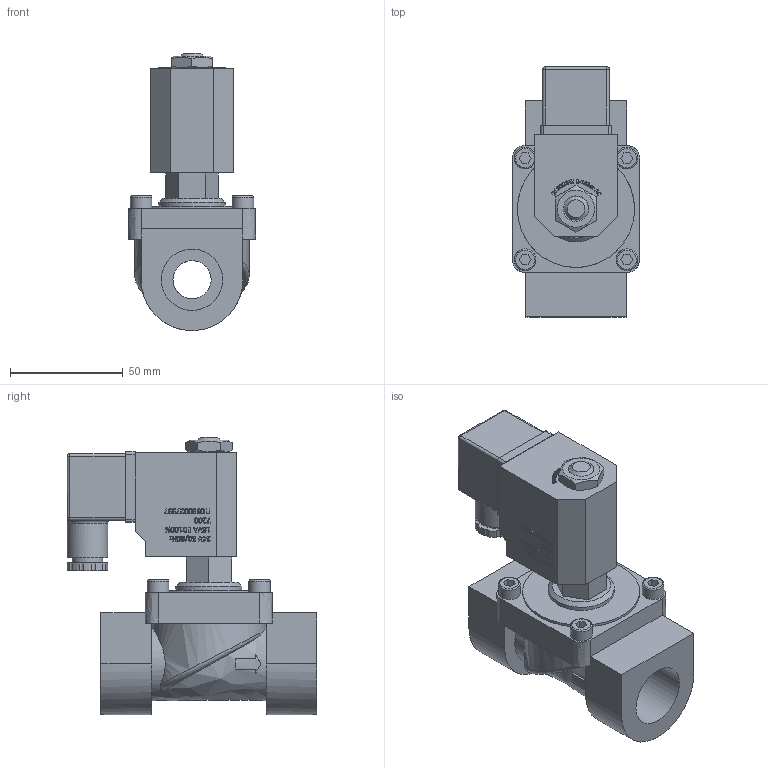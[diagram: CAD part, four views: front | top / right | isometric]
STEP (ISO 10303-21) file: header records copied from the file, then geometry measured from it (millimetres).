
FILE_DESCRIPTION(('FreeCAD Model'),'2;1');
FILE_NAME('Open CASCADE Shape Model','2025-05-05T07:18:46',('FreeCAD'),( 'FreeCAD'),'Open CASCADE STEP processor 7.6','FreeCAD','Unknown');
FILE_SCHEMA(('AUTOMOTIVE_DESIGN { 1 0 10303 214 1 1 1 1 }'));
Products named in the file (1): Open CASCADE STEP translator 7.6 1
Bounding box: 56.31 x 110.71 x 122.73 mm (x, y, z)
Volume: 259410.3 mm3; surface area: 54976.7 mm2
Topology: 4 solids, 4 shells, 976 faces, 2550 edges, 1686 vertices
Faces by surface type: bspline 976
Entity records: 39398 total; most frequent: CARTESIAN_POINT 23614, ORIENTED_EDGE 5098, EDGE_CURVE 2547, B_SPLINE_CURVE_WITH_KNOTS 2376, VERTEX_POINT 1686, FACE_BOUND 1091, EDGE_LOOP 1091, ADVANCED_FACE 976
